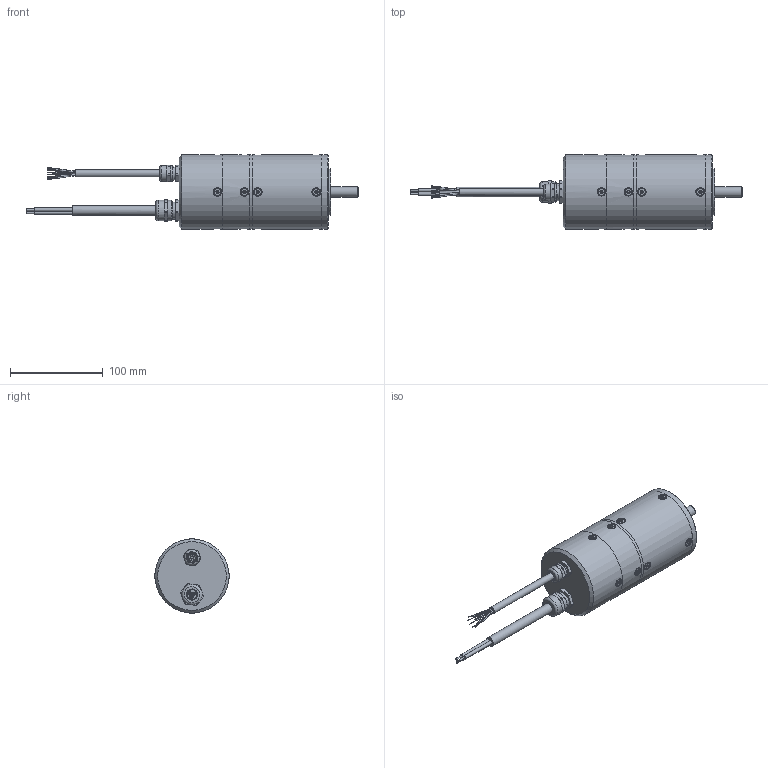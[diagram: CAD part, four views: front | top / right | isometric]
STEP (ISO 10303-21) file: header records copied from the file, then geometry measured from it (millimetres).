
FILE_DESCRIPTION (( 'STEP AP203' ), '1' );
FILE_NAME ('HSM7115-IG7.5.STEP', '2019-12-10T12:35:10', ( '' ), ( '' ), 'SwSTEP 2.0', 'SolidWorks 2019', '' );
FILE_SCHEMA (( 'CONFIG_CONTROL_DESIGN' ));
Length unit declared in the file: millimetre
Products named in the file (1): HSM7115-IG7.5
Bounding box: 358 x 80 x 80 mm (x, y, z)
Volume: 841029.9 mm3; surface area: 63499.6 mm2
Topology: 1 solids, 1 shells, 844 faces, 1893 edges, 1126 vertices
Faces by surface type: plane 529, cylinder 189, cone 124, torus 2
Full cylindrical faces by diameter (mm): 0.5 x8, 1 x8, 1.8 x3, 3.5 x3, 4.2 x4, 7.4 x16, 7.5 x1, 10.4 x1, 11 x2, 13 x1, 14 x1, 17 x2, 18.4 x1, 22 x2, 50 x1, 79.994 x4, 80 x5
Entity records: 23591 total; most frequent: CARTESIAN_POINT 5669, DIRECTION 3700, ORIENTED_EDGE 3526, EDGE_CURVE 1763, AXIS2_PLACEMENT_3D 1398, VERTEX_POINT 1087, EDGE_LOOP 1010, FACE_OUTER_BOUND 909
